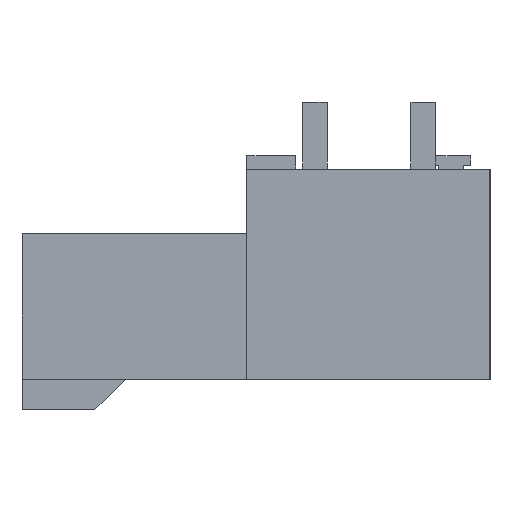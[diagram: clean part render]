
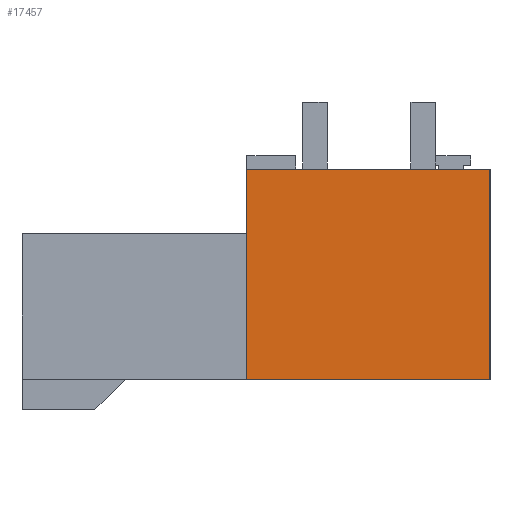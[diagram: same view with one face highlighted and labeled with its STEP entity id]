
A CAD part, left-side view. The second image highlights one B-rep face of the part: STEP entity #17457.
In plain terms, the highlighted planar face has unit normal (-1, 0, 0).
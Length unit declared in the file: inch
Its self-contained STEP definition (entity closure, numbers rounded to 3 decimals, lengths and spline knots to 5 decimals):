
#1214 = DIRECTION ( 'NONE',  ( 1., 0., 0. ) ) ;
#4800 = ORIENTED_EDGE ( 'NONE', *, *, #38916, .F. ) ;
#5761 = CARTESIAN_POINT ( 'NONE',  ( -0.6875, -0.205, -0.06 ) ) ;
#6980 = DIRECTION ( 'NONE',  ( 0., 0., -1. ) ) ;
#7890 = VERTEX_POINT ( 'NONE', #5761 ) ;
#8182 = VECTOR ( 'NONE', #18862, 39.37008 ) ;
#8576 = EDGE_LOOP ( 'NONE', ( #31314, #4800, #17846, #13694 ) ) ;
#9036 = EDGE_CURVE ( 'NONE', #9310, #7890, #17857, .T. ) ;
#9310 = VERTEX_POINT ( 'NONE', #13304 ) ;
#9322 = LINE ( 'NONE', #15281, #8182 ) ;
#13304 = CARTESIAN_POINT ( 'NONE',  ( -0.6875, -0.005, -0.06 ) ) ;
#13327 = FACE_OUTER_BOUND ( 'NONE', #8576, .T. ) ;
#13694 = ORIENTED_EDGE ( 'NONE', *, *, #33890, .T. ) ;
#15129 = DIRECTION ( 'NONE',  ( 0., -1., 0. ) ) ;
#15281 = CARTESIAN_POINT ( 'NONE',  ( -0.6875, -0.205, 0.113 ) ) ;
#17457 = ADVANCED_FACE ( 'NONE', ( #13327 ), #43645, .F. ) ;
#17757 = AXIS2_PLACEMENT_3D ( 'NONE', #22493, #1214, #26048 ) ;
#17846 = ORIENTED_EDGE ( 'NONE', *, *, #18542, .F. ) ;
#17857 = LINE ( 'NONE', #36409, #28424 ) ;
#18093 = VERTEX_POINT ( 'NONE', #36546 ) ;
#18542 = EDGE_CURVE ( 'NONE', #18093, #33202, #9322, .T. ) ;
#18862 = DIRECTION ( 'NONE',  ( 0., -1., 0. ) ) ;
#19652 = VECTOR ( 'NONE', #6980, 39.37008 ) ;
#20803 = LINE ( 'NONE', #35236, #19652 ) ;
#21817 = LINE ( 'NONE', #24838, #39631 ) ;
#22493 = CARTESIAN_POINT ( 'NONE',  ( -0.6875, -0.205, 0.113 ) ) ;
#24450 = CARTESIAN_POINT ( 'NONE',  ( -0.6875, -0.205, 0.113 ) ) ;
#24838 = CARTESIAN_POINT ( 'NONE',  ( -0.6875, -0.005, 0.113 ) ) ;
#26048 = DIRECTION ( 'NONE',  ( 0., 0., -1. ) ) ;
#28424 = VECTOR ( 'NONE', #15129, 39.37008 ) ;
#31314 = ORIENTED_EDGE ( 'NONE', *, *, #9036, .T. ) ;
#33202 = VERTEX_POINT ( 'NONE', #24450 ) ;
#33890 = EDGE_CURVE ( 'NONE', #18093, #9310, #21817, .T. ) ;
#35236 = CARTESIAN_POINT ( 'NONE',  ( -0.6875, -0.205, 0.113 ) ) ;
#36409 = CARTESIAN_POINT ( 'NONE',  ( -0.6875, -0.205, -0.06 ) ) ;
#36546 = CARTESIAN_POINT ( 'NONE',  ( -0.6875, -0.005, 0.113 ) ) ;
#38916 = EDGE_CURVE ( 'NONE', #33202, #7890, #20803, .T. ) ;
#38983 = DIRECTION ( 'NONE',  ( 0., 0., -1. ) ) ;
#39631 = VECTOR ( 'NONE', #38983, 39.37008 ) ;
#43645 = PLANE ( 'NONE',  #17757 ) ;
